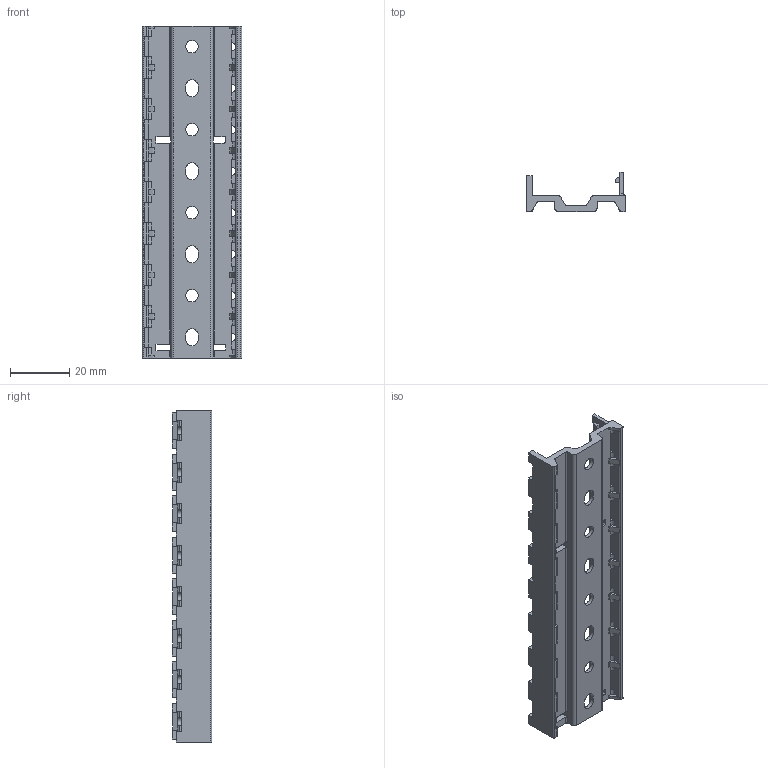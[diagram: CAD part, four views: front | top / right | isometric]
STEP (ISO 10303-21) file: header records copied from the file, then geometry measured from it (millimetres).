
FILE_DESCRIPTION((''),'2;1');
FILE_NAME('00175160800','2019-10-24T',('presta_be4'),(''),'CREO PARAMETRIC BY PTC INC, 2018360','CREO PARAMETRIC BY PTC INC, 2018360','');
FILE_SCHEMA(('CONFIG_CONTROL_DESIGN'));
Length unit declared in the file: millimetre
Products named in the file (1): 00175160800
Bounding box: 33.55 x 13.25 x 112 mm (x, y, z)
Volume: 11440.5 mm3; surface area: 14633.1 mm2
Topology: 1 solids, 1 shells, 646 faces, 1960 edges, 1280 vertices
Faces by surface type: plane 440, cylinder 206
Entity records: 22161 total; most frequent: CARTESIAN_POINT 4245, ORIENTED_EDGE 3920, DIRECTION 3600, EDGE_CURVE 1960, VECTOR 1452, LINE 1452, VERTEX_POINT 1280, AXIS2_PLACEMENT_3D 1074
